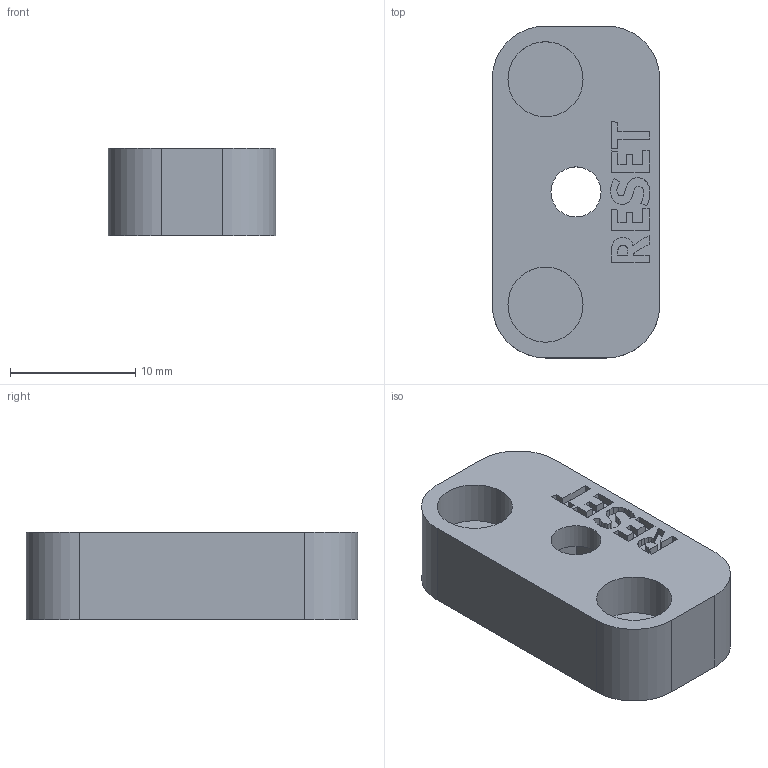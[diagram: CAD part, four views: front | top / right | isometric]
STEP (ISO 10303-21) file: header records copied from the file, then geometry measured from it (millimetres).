
FILE_DESCRIPTION(/* description */ (''),/* implementation_level */ '2;1');
FILE_NAME(/* name */ 'RST_Holder v1.step',/* time_stamp */ '2023-07-31T15:45:39+02:00',/* author */ (''),/* organization */ (''),/* preprocessor_version */ 'ST-DEVELOPER v20',/* originating_system */ 'Autodesk Translation Framework v12.9.0.99',/* authorisation */ '');
FILE_SCHEMA (('AUTOMOTIVE_DESIGN { 1 0 10303 214 3 1 1 }'));
Length unit declared in the file: millimetre
Products named in the file (1): RST_Holder
Bounding box: 13.38 x 26.5 x 7 mm (x, y, z)
Volume: 1573.8 mm3; surface area: 1604.5 mm2
Topology: 1 solids, 1 shells, 137 faces, 375 edges, 250 vertices
Faces by surface type: plane 68, bspline 58, cylinder 11
Full cylindrical faces by diameter (mm): 3 x2, 4 x1, 6 x2
Entity records: 4888 total; most frequent: CARTESIAN_POINT 1749, ORIENTED_EDGE 750, DIRECTION 441, EDGE_CURVE 375, VERTEX_POINT 250, LINE 237, VECTOR 237, EDGE_LOOP 149
